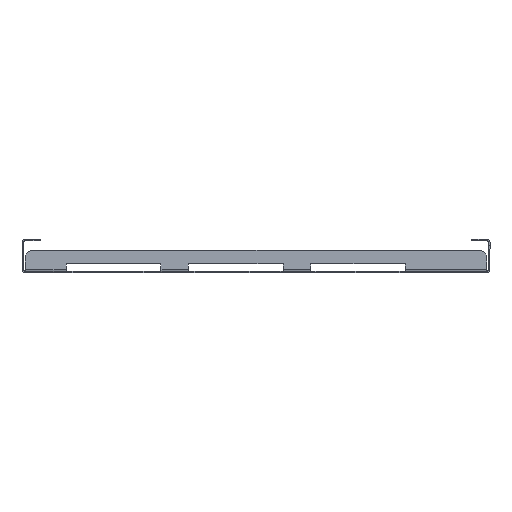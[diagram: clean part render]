
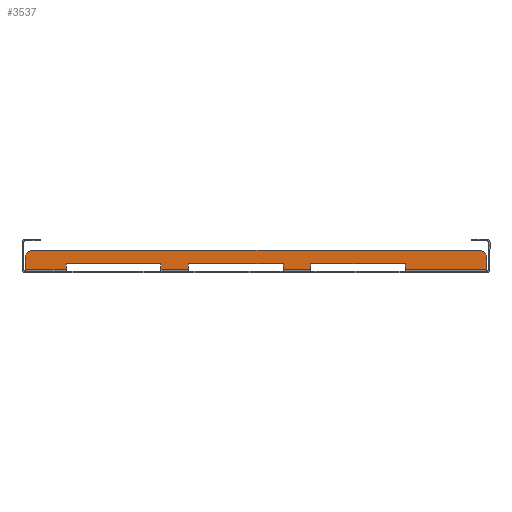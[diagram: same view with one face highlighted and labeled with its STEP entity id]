
A CAD part, front view. The second image highlights one B-rep face of the part: STEP entity #3537.
In plain terms, the highlighted planar face has unit normal (0, -1, 0).
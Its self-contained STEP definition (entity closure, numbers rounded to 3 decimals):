
#8 = ORIENTED_EDGE ( 'NONE', *, *, #4453, .F. ) ;
#10 = CARTESIAN_POINT ( 'NONE',  ( 0., -397., 1. ) ) ;
#56 = DIRECTION ( 'NONE',  ( 0., 0., -1. ) ) ;
#83 = CARTESIAN_POINT ( 'NONE',  ( 0., -397., 0. ) ) ;
#110 = ORIENTED_EDGE ( 'NONE', *, *, #6216, .F. ) ;
#113 = ORIENTED_EDGE ( 'NONE', *, *, #2826, .F. ) ;
#315 = VERTEX_POINT ( 'NONE', #1357 ) ;
#532 = AXIS2_PLACEMENT_3D ( 'NONE', #535, #4864, #4918 ) ;
#535 = CARTESIAN_POINT ( 'NONE',  ( -146., -397., 8.8 ) ) ;
#547 = LINE ( 'NONE', #1162, #2815 ) ;
#557 = LINE ( 'NONE', #10, #5358 ) ;
#686 = EDGE_CURVE ( 'NONE', #2681, #7538, #2048, .T. ) ;
#699 = VECTOR ( 'NONE', #1059, 1000. ) ;
#739 = VERTEX_POINT ( 'NONE', #5437 ) ;
#857 = ORIENTED_EDGE ( 'NONE', *, *, #686, .T. ) ;
#914 = CARTESIAN_POINT ( 'NONE',  ( 17.8, -397., 1. ) ) ;
#1026 = CARTESIAN_POINT ( 'NONE',  ( -124.2, -397., 4.8 ) ) ;
#1034 = EDGE_CURVE ( 'NONE', #2038, #4061, #7624, .T. ) ;
#1059 = DIRECTION ( 'NONE',  ( -1., 0., 0. ) ) ;
#1090 = EDGE_CURVE ( 'NONE', #5669, #2038, #3628, .T. ) ;
#1100 = VERTEX_POINT ( 'NONE', #7233 ) ;
#1140 = EDGE_CURVE ( 'NONE', #1873, #315, #8019, .T. ) ;
#1162 = CARTESIAN_POINT ( 'NONE',  ( 151., -397., 13.8 ) ) ;
#1311 = CIRCLE ( 'NONE', #1708, 5. ) ;
#1342 = VECTOR ( 'NONE', #4156, 1000. ) ;
#1357 = CARTESIAN_POINT ( 'NONE',  ( -124.2, -397., 1. ) ) ;
#1376 = EDGE_CURVE ( 'NONE', #5022, #739, #557, .T. ) ;
#1593 = CARTESIAN_POINT ( 'NONE',  ( 97.8, -397., 4.8 ) ) ;
#1618 = CARTESIAN_POINT ( 'NONE',  ( 0., -397., 1. ) ) ;
#1648 = VECTOR ( 'NONE', #4076, 1000. ) ;
#1666 = DIRECTION ( 'NONE',  ( 1., 0., 0. ) ) ;
#1708 = AXIS2_PLACEMENT_3D ( 'NONE', #2890, #7939, #2219 ) ;
#1716 = CARTESIAN_POINT ( 'NONE',  ( -44.2, -397., 4.8 ) ) ;
#1717 = EDGE_CURVE ( 'NONE', #2316, #4882, #8021, .T. ) ;
#1774 = VECTOR ( 'NONE', #8055, 1000. ) ;
#1844 = DIRECTION ( 'NONE',  ( 0., 0., 1. ) ) ;
#1873 = VERTEX_POINT ( 'NONE', #4356 ) ;
#2038 = VERTEX_POINT ( 'NONE', #5799 ) ;
#2048 = LINE ( 'NONE', #3604, #3540 ) ;
#2119 = AXIS2_PLACEMENT_3D ( 'NONE', #83, #3951, #56 ) ;
#2132 = ORIENTED_EDGE ( 'NONE', *, *, #5583, .F. ) ;
#2219 = DIRECTION ( 'NONE',  ( 0., 0., -1. ) ) ;
#2249 = ORIENTED_EDGE ( 'NONE', *, *, #1034, .T. ) ;
#2306 = LINE ( 'NONE', #8049, #3385 ) ;
#2316 = VERTEX_POINT ( 'NONE', #5993 ) ;
#2318 = DIRECTION ( 'NONE',  ( 0., 0., -1. ) ) ;
#2401 = CARTESIAN_POINT ( 'NONE',  ( 97.8, -397., 4.8 ) ) ;
#2479 = CARTESIAN_POINT ( 'NONE',  ( 35.8, -397., 1. ) ) ;
#2504 = ORIENTED_EDGE ( 'NONE', *, *, #3965, .T. ) ;
#2529 = ORIENTED_EDGE ( 'NONE', *, *, #4536, .F. ) ;
#2672 = ORIENTED_EDGE ( 'NONE', *, *, #2819, .F. ) ;
#2681 = VERTEX_POINT ( 'NONE', #914 ) ;
#2806 = FACE_OUTER_BOUND ( 'NONE', #4472, .T. ) ;
#2815 = VECTOR ( 'NONE', #7957, 1000. ) ;
#2819 = EDGE_CURVE ( 'NONE', #1100, #739, #6319, .T. ) ;
#2826 = EDGE_CURVE ( 'NONE', #2316, #2900, #547, .T. ) ;
#2833 = CARTESIAN_POINT ( 'NONE',  ( 17.8, -397., 4.8 ) ) ;
#2890 = CARTESIAN_POINT ( 'NONE',  ( 146., -397., 8.8 ) ) ;
#2898 = CARTESIAN_POINT ( 'NONE',  ( -151., -397., 8.8 ) ) ;
#2900 = VERTEX_POINT ( 'NONE', #6138 ) ;
#2991 = EDGE_CURVE ( 'NONE', #1873, #4882, #4764, .T. ) ;
#3217 = VECTOR ( 'NONE', #6588, 1000. ) ;
#3273 = LINE ( 'NONE', #4803, #699 ) ;
#3349 = VERTEX_POINT ( 'NONE', #5308 ) ;
#3365 = EDGE_CURVE ( 'NONE', #4151, #1100, #3500, .T. ) ;
#3385 = VECTOR ( 'NONE', #4278, 1000. ) ;
#3500 = LINE ( 'NONE', #3556, #5339 ) ;
#3537 = ADVANCED_FACE ( 'NONE', ( #2806 ), #7065, .T. ) ;
#3540 = VECTOR ( 'NONE', #1666, 1000. ) ;
#3556 = CARTESIAN_POINT ( 'NONE',  ( 80., -397., 4.8 ) ) ;
#3604 = CARTESIAN_POINT ( 'NONE',  ( 0., -397., 1. ) ) ;
#3628 = LINE ( 'NONE', #1593, #1342 ) ;
#3704 = VERTEX_POINT ( 'NONE', #5855 ) ;
#3776 = EDGE_CURVE ( 'NONE', #3704, #2900, #1311, .T. ) ;
#3854 = ORIENTED_EDGE ( 'NONE', *, *, #4592, .F. ) ;
#3860 = LINE ( 'NONE', #4931, #5700 ) ;
#3951 = DIRECTION ( 'NONE',  ( 0., -1., 0. ) ) ;
#3965 = EDGE_CURVE ( 'NONE', #5209, #5022, #2306, .T. ) ;
#3969 = ORIENTED_EDGE ( 'NONE', *, *, #1717, .T. ) ;
#4022 = VECTOR ( 'NONE', #5393, 1000. ) ;
#4061 = VERTEX_POINT ( 'NONE', #7517 ) ;
#4076 = DIRECTION ( 'NONE',  ( 1., 0., 0. ) ) ;
#4148 = ORIENTED_EDGE ( 'NONE', *, *, #2991, .F. ) ;
#4151 = VERTEX_POINT ( 'NONE', #7711 ) ;
#4156 = DIRECTION ( 'NONE',  ( 0., 0., -1. ) ) ;
#4161 = LINE ( 'NONE', #6221, #5909 ) ;
#4254 = ORIENTED_EDGE ( 'NONE', *, *, #1140, .T. ) ;
#4270 = DIRECTION ( 'NONE',  ( -1., 0., 0. ) ) ;
#4278 = DIRECTION ( 'NONE',  ( 0., 0., -1. ) ) ;
#4356 = CARTESIAN_POINT ( 'NONE',  ( -151., -397., 1. ) ) ;
#4435 = LINE ( 'NONE', #1026, #7763 ) ;
#4453 = EDGE_CURVE ( 'NONE', #5669, #7966, #3273, .T. ) ;
#4472 = EDGE_LOOP ( 'NONE', ( #2132, #3854, #2504, #8022, #2672, #6934, #5759, #857, #2529, #8, #5179, #2249, #110, #4829, #113, #3969, #4148, #4254 ) ) ;
#4536 = EDGE_CURVE ( 'NONE', #7966, #7538, #3860, .T. ) ;
#4592 = EDGE_CURVE ( 'NONE', #5209, #3349, #4161, .T. ) ;
#4671 = VECTOR ( 'NONE', #2318, 1000. ) ;
#4764 = LINE ( 'NONE', #4952, #7903 ) ;
#4803 = CARTESIAN_POINT ( 'NONE',  ( 160., -397., 4.8 ) ) ;
#4829 = ORIENTED_EDGE ( 'NONE', *, *, #3776, .T. ) ;
#4845 = CARTESIAN_POINT ( 'NONE',  ( 151., -397., 0. ) ) ;
#4864 = DIRECTION ( 'NONE',  ( 0., -1., 0. ) ) ;
#4882 = VERTEX_POINT ( 'NONE', #2898 ) ;
#4903 = LINE ( 'NONE', #4845, #1774 ) ;
#4918 = DIRECTION ( 'NONE',  ( 0., 0., -1. ) ) ;
#4931 = CARTESIAN_POINT ( 'NONE',  ( 35.8, -397., 4.8 ) ) ;
#4952 = CARTESIAN_POINT ( 'NONE',  ( -151., -397., 13.8 ) ) ;
#5022 = VERTEX_POINT ( 'NONE', #7324 ) ;
#5146 = CARTESIAN_POINT ( 'NONE',  ( -62.2, -397., 4.8 ) ) ;
#5179 = ORIENTED_EDGE ( 'NONE', *, *, #1090, .T. ) ;
#5209 = VERTEX_POINT ( 'NONE', #5146 ) ;
#5308 = CARTESIAN_POINT ( 'NONE',  ( -124.2, -397., 4.8 ) ) ;
#5339 = VECTOR ( 'NONE', #6681, 1000. ) ;
#5358 = VECTOR ( 'NONE', #7475, 1000. ) ;
#5393 = DIRECTION ( 'NONE',  ( 1., 0., 0. ) ) ;
#5437 = CARTESIAN_POINT ( 'NONE',  ( -44.2, -397., 1. ) ) ;
#5583 = EDGE_CURVE ( 'NONE', #3349, #315, #4435, .T. ) ;
#5669 = VERTEX_POINT ( 'NONE', #2401 ) ;
#5700 = VECTOR ( 'NONE', #6191, 1000. ) ;
#5759 = ORIENTED_EDGE ( 'NONE', *, *, #7952, .T. ) ;
#5799 = CARTESIAN_POINT ( 'NONE',  ( 97.8, -397., 1. ) ) ;
#5854 = LINE ( 'NONE', #2833, #3217 ) ;
#5855 = CARTESIAN_POINT ( 'NONE',  ( 151., -397., 8.8 ) ) ;
#5909 = VECTOR ( 'NONE', #4270, 1000. ) ;
#5947 = DIRECTION ( 'NONE',  ( 0., 0., -1. ) ) ;
#5993 = CARTESIAN_POINT ( 'NONE',  ( -146., -397., 13.8 ) ) ;
#6047 = CARTESIAN_POINT ( 'NONE',  ( 35.8, -397., 4.8 ) ) ;
#6138 = CARTESIAN_POINT ( 'NONE',  ( 146., -397., 13.8 ) ) ;
#6191 = DIRECTION ( 'NONE',  ( 0., 0., -1. ) ) ;
#6216 = EDGE_CURVE ( 'NONE', #3704, #4061, #4903, .T. ) ;
#6221 = CARTESIAN_POINT ( 'NONE',  ( 0., -397., 4.8 ) ) ;
#6319 = LINE ( 'NONE', #1716, #4671 ) ;
#6588 = DIRECTION ( 'NONE',  ( 0., 0., -1. ) ) ;
#6681 = DIRECTION ( 'NONE',  ( -1., 0., 0. ) ) ;
#6934 = ORIENTED_EDGE ( 'NONE', *, *, #3365, .F. ) ;
#7065 = PLANE ( 'NONE',  #2119 ) ;
#7233 = CARTESIAN_POINT ( 'NONE',  ( -44.2, -397., 4.8 ) ) ;
#7324 = CARTESIAN_POINT ( 'NONE',  ( -62.2, -397., 1. ) ) ;
#7475 = DIRECTION ( 'NONE',  ( 1., 0., 0. ) ) ;
#7517 = CARTESIAN_POINT ( 'NONE',  ( 151., -397., 1. ) ) ;
#7538 = VERTEX_POINT ( 'NONE', #2479 ) ;
#7624 = LINE ( 'NONE', #7756, #4022 ) ;
#7711 = CARTESIAN_POINT ( 'NONE',  ( 17.8, -397., 4.8 ) ) ;
#7756 = CARTESIAN_POINT ( 'NONE',  ( 0., -397., 1. ) ) ;
#7763 = VECTOR ( 'NONE', #5947, 1000. ) ;
#7903 = VECTOR ( 'NONE', #1844, 1000. ) ;
#7939 = DIRECTION ( 'NONE',  ( 0., -1., 0. ) ) ;
#7952 = EDGE_CURVE ( 'NONE', #4151, #2681, #5854, .T. ) ;
#7957 = DIRECTION ( 'NONE',  ( 1., 0., 0. ) ) ;
#7966 = VERTEX_POINT ( 'NONE', #6047 ) ;
#8019 = LINE ( 'NONE', #1618, #1648 ) ;
#8021 = CIRCLE ( 'NONE', #532, 5. ) ;
#8022 = ORIENTED_EDGE ( 'NONE', *, *, #1376, .T. ) ;
#8049 = CARTESIAN_POINT ( 'NONE',  ( -62.2, -397., 4.8 ) ) ;
#8055 = DIRECTION ( 'NONE',  ( 0., 0., -1. ) ) ;
